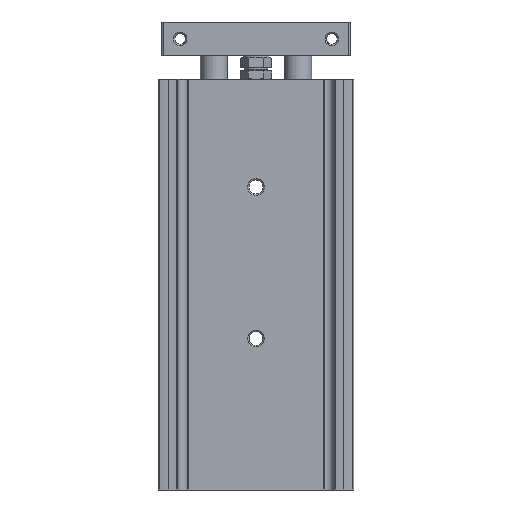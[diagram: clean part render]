
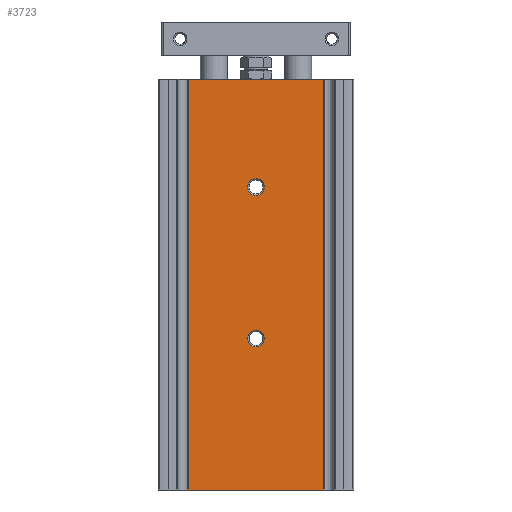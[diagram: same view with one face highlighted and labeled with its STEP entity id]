
A CAD part, front view. The second image highlights one B-rep face of the part: STEP entity #3723.
In plain terms, the highlighted face is planar.
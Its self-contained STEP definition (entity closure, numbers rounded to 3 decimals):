
#258=LINE('',#6415,#442);
#298=LINE('',#6620,#482);
#311=LINE('',#6662,#495);
#312=LINE('',#6663,#496);
#442=VECTOR('',#5112,1000.);
#482=VECTOR('',#5278,1000.);
#495=VECTOR('',#5323,1000.);
#496=VECTOR('',#5324,1000.);
#769=ORIENTED_EDGE('',*,*,#1756,.T.);
#770=ORIENTED_EDGE('',*,*,#1757,.T.);
#771=ORIENTED_EDGE('',*,*,#1758,.T.);
#772=ORIENTED_EDGE('',*,*,#1735,.F.);
#773=ORIENTED_EDGE('',*,*,#1759,.F.);
#774=ORIENTED_EDGE('',*,*,#1633,.T.);
#1633=EDGE_CURVE('',#2133,#2132,#258,.T.);
#1735=EDGE_CURVE('',#2234,#2235,#298,.T.);
#1756=EDGE_CURVE('',#2246,#2246,#2570,.T.);
#1757=EDGE_CURVE('',#2247,#2247,#2571,.T.);
#1758=EDGE_CURVE('',#2132,#2235,#311,.T.);
#1759=EDGE_CURVE('',#2133,#2234,#312,.T.);
#2132=VERTEX_POINT('',#6414);
#2133=VERTEX_POINT('',#6416);
#2234=VERTEX_POINT('',#6619);
#2235=VERTEX_POINT('',#6621);
#2246=VERTEX_POINT('',#6659);
#2247=VERTEX_POINT('',#6661);
#2570=CIRCLE('',#4616,2.5);
#2571=CIRCLE('',#4617,2.5);
#2786=EDGE_LOOP('',(#769));
#2787=EDGE_LOOP('',(#770));
#2788=EDGE_LOOP('',(#771,#772,#773,#774));
#3206=FACE_BOUND('',#2786,.T.);
#3207=FACE_BOUND('',#2787,.T.);
#3208=FACE_BOUND('',#2788,.T.);
#3619=PLANE('',#4615);
#3723=ADVANCED_FACE('',(#3206,#3207,#3208),#3619,.T.);
#4615=AXIS2_PLACEMENT_3D('',#6657,#5317,#5318);
#4616=AXIS2_PLACEMENT_3D('',#6658,#5319,#5320);
#4617=AXIS2_PLACEMENT_3D('',#6660,#5321,#5322);
#5112=DIRECTION('',(0.,-1.,0.));
#5278=DIRECTION('',(0.,-1.,0.));
#5317=DIRECTION('',(-1.,0.,0.));
#5318=DIRECTION('',(0.,0.,1.));
#5319=DIRECTION('',(1.,0.,0.));
#5320=DIRECTION('',(0.,0.,-1.));
#5321=DIRECTION('',(1.,0.,0.));
#5322=DIRECTION('',(0.,0.,-1.));
#5323=DIRECTION('',(0.,0.,1.));
#5324=DIRECTION('',(0.,0.,1.));
#6414=CARTESIAN_POINT('',(-10.,-20.082,-122.));
#6415=CARTESIAN_POINT('',(-10.,26.,-122.));
#6416=CARTESIAN_POINT('',(-10.,20.082,-122.));
#6619=CARTESIAN_POINT('',(-10.,20.082,0.));
#6620=CARTESIAN_POINT('',(-10.,26.,0.));
#6621=CARTESIAN_POINT('',(-10.,-20.082,0.));
#6657=CARTESIAN_POINT('',(-10.,26.,-122.));
#6658=CARTESIAN_POINT('',(-10.,0.,-77.));
#6659=CARTESIAN_POINT('',(-10.,0.,-79.5));
#6660=CARTESIAN_POINT('',(-10.,0.,-32.));
#6661=CARTESIAN_POINT('',(-10.,0.,-34.5));
#6662=CARTESIAN_POINT('',(-10.,-20.082,-122.));
#6663=CARTESIAN_POINT('',(-10.,20.082,-122.));
